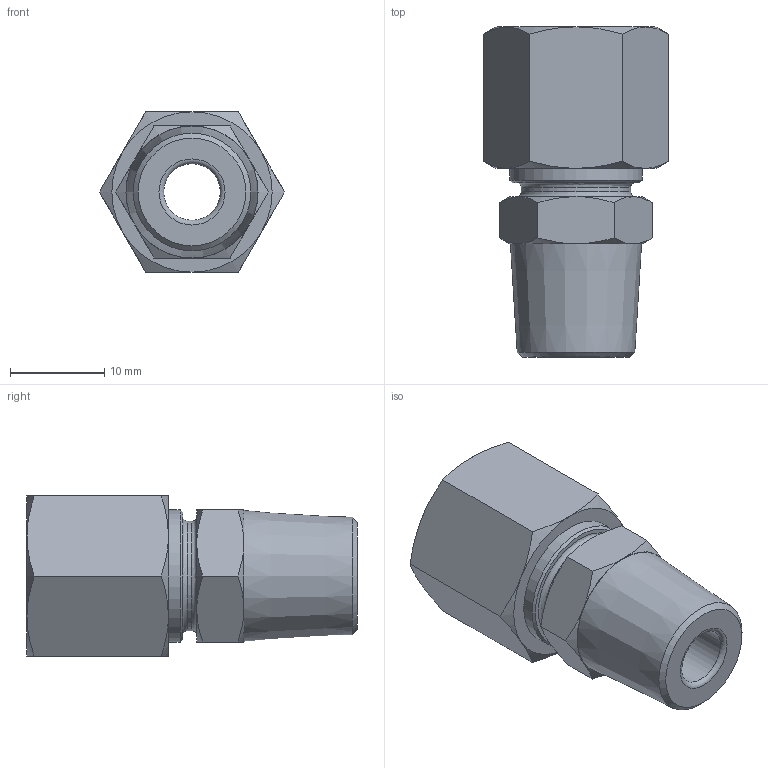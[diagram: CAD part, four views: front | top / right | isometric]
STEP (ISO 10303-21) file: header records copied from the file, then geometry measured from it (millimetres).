
FILE_DESCRIPTION((''),'2;1');
FILE_NAME('Schneidringverschraubung R1_8 für Kupferrohr aØ8mm gerade_26.0012.220.stp','2010-12-23T15:42:22',('002164'),(''),'Autodesk Inventor 2010','Autodesk Inventor 2010','');
FILE_SCHEMA(('AUTOMOTIVE_DESIGN { 1 0 10303 214 1 1 1 1 }'));
Length unit declared in the file: millimetre
Products named in the file (1): ansri03a
Bounding box: 19.63 x 35 x 17 mm (x, y, z)
Volume: 5307.7 mm3; surface area: 2950.9 mm2
Topology: 1 solids, 1 shells, 54 faces, 111 edges, 64 vertices
Faces by surface type: cone 27, plane 19, cylinder 4, torus 2, bspline 2
Full cylindrical faces by diameter (mm): 6 x1, 8 x1, 11.6 x1, 14 x1
Entity records: 1402 total; most frequent: CARTESIAN_POINT 403, ORIENTED_EDGE 200, DIRECTION 198, EDGE_CURVE 100, AXIS2_PLACEMENT_3D 93, EDGE_LOOP 72, VERTEX_POINT 64, FACE_OUTER_BOUND 54
